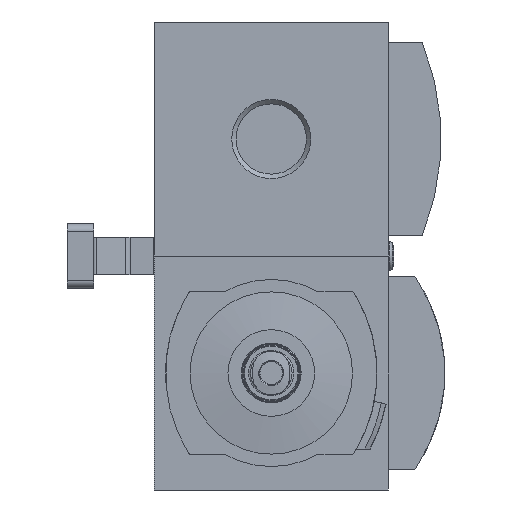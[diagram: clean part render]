
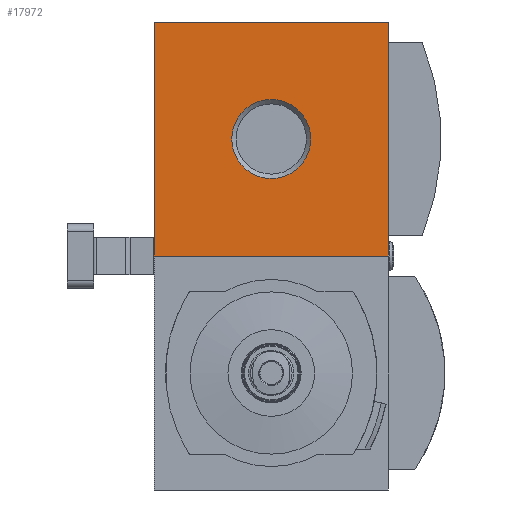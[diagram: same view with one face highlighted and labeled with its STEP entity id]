
A CAD part, front view. The second image highlights one B-rep face of the part: STEP entity #17972.
In plain terms, the highlighted planar face has unit normal (0, -1, 0).
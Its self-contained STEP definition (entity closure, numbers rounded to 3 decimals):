
#232=PLANE('',#18837);
#936=LINE('',#24646,#2337);
#944=LINE('',#24661,#2345);
#960=LINE('',#24691,#2361);
#1000=LINE('',#24782,#2401);
#2337=VECTOR('',#20426,1000.);
#2345=VECTOR('',#20436,1000.);
#2361=VECTOR('',#20454,1000.);
#2401=VECTOR('',#20532,1000.);
#3542=CIRCLE('',#18838,10.478);
#4533=ORIENTED_EDGE('',*,*,#8267,.F.);
#4534=ORIENTED_EDGE('',*,*,#8183,.F.);
#4535=ORIENTED_EDGE('',*,*,#8175,.F.);
#4536=ORIENTED_EDGE('',*,*,#8199,.F.);
#4537=ORIENTED_EDGE('',*,*,#8248,.F.);
#8175=EDGE_CURVE('',#10068,#10069,#936,.T.);
#8183=EDGE_CURVE('',#10069,#10075,#944,.T.);
#8199=EDGE_CURVE('',#10087,#10068,#960,.T.);
#8248=EDGE_CURVE('',#10075,#10087,#1000,.T.);
#8267=EDGE_CURVE('',#10129,#10129,#3542,.T.);
#10068=VERTEX_POINT('',#24645);
#10069=VERTEX_POINT('',#24647);
#10075=VERTEX_POINT('',#24662);
#10087=VERTEX_POINT('',#24690);
#10129=VERTEX_POINT('',#24821);
#11308=EDGE_LOOP('',(#4533));
#11309=EDGE_LOOP('',(#4534,#4535,#4536,#4537));
#12208=FACE_BOUND('',#11308,.T.);
#12209=FACE_BOUND('',#11309,.T.);
#17972=ADVANCED_FACE('',(#12208,#12209),#232,.F.);
#18837=AXIS2_PLACEMENT_3D('',#24819,#20574,#20575);
#18838=AXIS2_PLACEMENT_3D('',#24820,#20576,#20577);
#20426=DIRECTION('',(-1.,0.,0.));
#20436=DIRECTION('',(0.,0.,1.));
#20454=DIRECTION('',(0.,0.,-1.));
#20532=DIRECTION('',(1.,0.,0.));
#20574=DIRECTION('',(0.,1.,0.));
#20575=DIRECTION('',(0.,0.,1.));
#20576=DIRECTION('',(0.,-1.,0.));
#20577=DIRECTION('',(0.,0.,-1.));
#24645=CARTESIAN_POINT('',(31.,-45.,-31.));
#24646=CARTESIAN_POINT('',(31.,-45.,-31.));
#24647=CARTESIAN_POINT('',(-31.,-45.,-31.));
#24661=CARTESIAN_POINT('',(-31.,-45.,-31.));
#24662=CARTESIAN_POINT('',(-31.,-45.,31.));
#24690=CARTESIAN_POINT('',(31.,-45.,31.));
#24691=CARTESIAN_POINT('',(31.,-45.,31.));
#24782=CARTESIAN_POINT('',(-31.,-45.,31.));
#24819=CARTESIAN_POINT('',(0.,-45.,0.));
#24820=CARTESIAN_POINT('',(0.,-45.,0.));
#24821=CARTESIAN_POINT('',(0.,-45.,-10.478));
